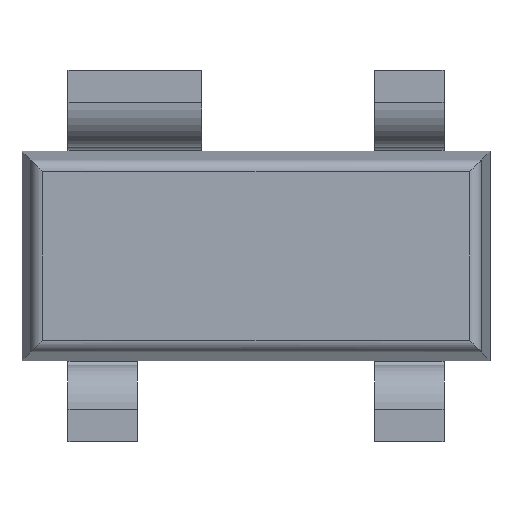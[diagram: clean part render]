
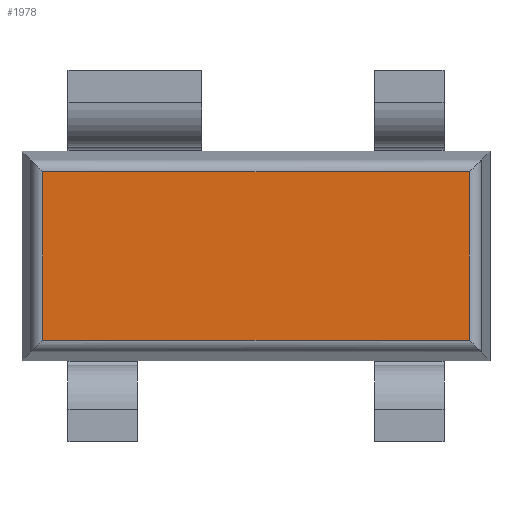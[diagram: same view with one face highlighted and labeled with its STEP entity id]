
A CAD part, front view. The second image highlights one B-rep face of the part: STEP entity #1978.
In plain terms, the highlighted planar face has unit normal (0, -1, 0).
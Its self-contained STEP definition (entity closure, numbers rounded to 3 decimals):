
#1939 = CARTESIAN_POINT ( 'NONE',  ( 1.321, 0.01, -0.521 ) ) ;
#1940 = VERTEX_POINT ( 'NONE', #1939 ) ;
#1941 = CARTESIAN_POINT ( 'NONE',  ( 1.321, 0.01, 0.521 ) ) ;
#1942 = VERTEX_POINT ( 'NONE', #1941 ) ;
#1943 = CARTESIAN_POINT ( 'NONE',  ( 1.321, 0.01, 0.049 ) ) ;
#1944 = DIRECTION ( 'NONE',  ( 0., 0., 1. ) ) ;
#1945 = VECTOR ( 'NONE', #1944, 1000. ) ;
#1946 = LINE ( 'NONE', #1943, #1945 ) ;
#1947 = EDGE_CURVE ( 'NONE', #1940, #1942, #1946, .T. ) ;
#1948 = ORIENTED_EDGE ( 'NONE', *, *, #1947, .T. ) ;
#1949 = CARTESIAN_POINT ( 'NONE',  ( -1.321, 0.01, 0.521 ) ) ;
#1950 = VERTEX_POINT ( 'NONE', #1949 ) ;
#1951 = CARTESIAN_POINT ( 'NONE',  ( 0.36, 0.01, 0.521 ) ) ;
#1952 = DIRECTION ( 'NONE',  ( -1., 0., 0. ) ) ;
#1953 = VECTOR ( 'NONE', #1952, 1000. ) ;
#1954 = LINE ( 'NONE', #1951, #1953 ) ;
#1955 = EDGE_CURVE ( 'NONE', #1942, #1950, #1954, .T. ) ;
#1956 = ORIENTED_EDGE ( 'NONE', *, *, #1955, .T. ) ;
#1957 = CARTESIAN_POINT ( 'NONE',  ( -1.321, 0.01, -0.521 ) ) ;
#1958 = VERTEX_POINT ( 'NONE', #1957 ) ;
#1959 = CARTESIAN_POINT ( 'NONE',  ( -1.321, 0.01, 0.049 ) ) ;
#1960 = DIRECTION ( 'NONE',  ( 0., 0., -1. ) ) ;
#1961 = VECTOR ( 'NONE', #1960, 1000. ) ;
#1962 = LINE ( 'NONE', #1959, #1961 ) ;
#1963 = EDGE_CURVE ( 'NONE', #1950, #1958, #1962, .T. ) ;
#1964 = ORIENTED_EDGE ( 'NONE', *, *, #1963, .T. ) ;
#1965 = CARTESIAN_POINT ( 'NONE',  ( 0.36, 0.01, -0.521 ) ) ;
#1966 = DIRECTION ( 'NONE',  ( 1., 0., 0. ) ) ;
#1967 = VECTOR ( 'NONE', #1966, 1000. ) ;
#1968 = LINE ( 'NONE', #1965, #1967 ) ;
#1969 = EDGE_CURVE ( 'NONE', #1958, #1940, #1968, .T. ) ;
#1970 = ORIENTED_EDGE ( 'NONE', *, *, #1969, .T. ) ;
#1971 = EDGE_LOOP ( 'NONE', ( #1948, #1956, #1964, #1970 ) ) ;
#1972 = FACE_OUTER_BOUND ( 'NONE', #1971, .T. ) ;
#1973 = CARTESIAN_POINT ( 'NONE',  ( 0.36, 0.01, 0.049 ) ) ;
#1974 = DIRECTION ( 'NONE',  ( 0., -1., 0. ) ) ;
#1975 = DIRECTION ( 'NONE',  ( 0., 0., -1. ) ) ;
#1976 = AXIS2_PLACEMENT_3D ( 'NONE', #1973, #1974, #1975 ) ;
#1977 = PLANE ( 'NONE', #1976 ) ;
#1978 = ADVANCED_FACE ( 'NONE', ( #1972 ), #1977, .T. ) ;
